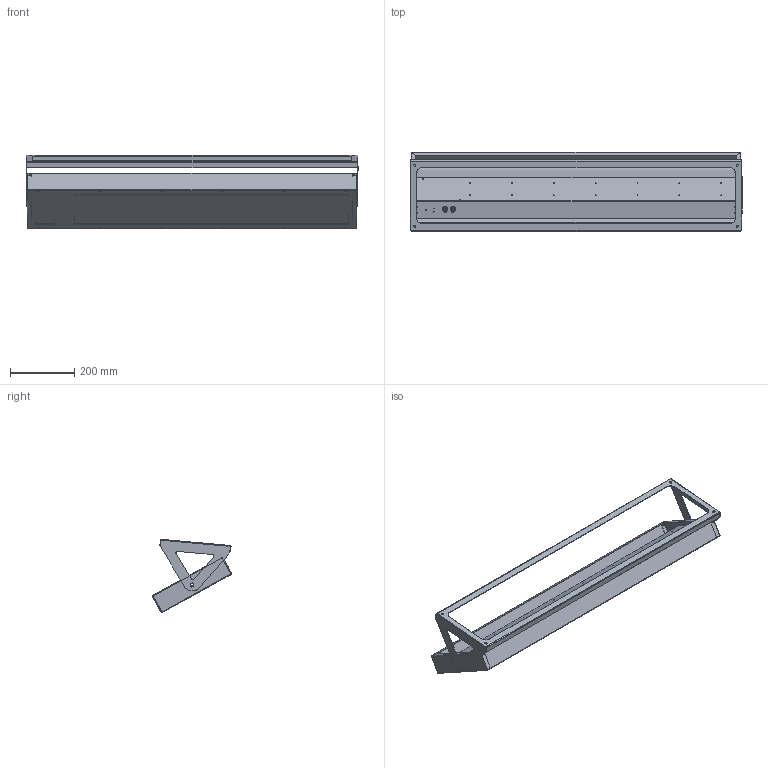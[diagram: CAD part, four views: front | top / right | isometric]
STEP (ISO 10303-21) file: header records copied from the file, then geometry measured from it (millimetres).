
FILE_DESCRIPTION (( 'STEP AP203' ), '1' );
FILE_NAME ('46010_LED_Leuchte_schwenkbar.STEP', '2019-12-10T14:54:16', ( '' ), ( '' ), 'SwSTEP 2.0', 'SolidWorks 2019', '' );
FILE_SCHEMA (( 'CONFIG_CONTROL_DESIGN' ));
Length unit declared in the file: millimetre
Products named in the file (1): 46010_LED_Leuchte_schwenkbar
Bounding box: 1030 x 246.48 x 227.37 mm (x, y, z)
Surface area: 1459728.8 mm2 (no closed solid volume)
Topology: 0 solids, 23 shells, 281 faces, 878 edges, 586 vertices
Faces by surface type: plane 142, cylinder 124, bspline 6, cone 6, torus 3
Full cylindrical faces by diameter (mm): 2.5 x8, 2.7 x9, 3.6 x2, 4 x3, 4.2 x12, 4.4 x20, 7 x4, 8.4 x2, 8.5 x2, 11 x2, 12 x2
Entity records: 9997 total; most frequent: CARTESIAN_POINT 2339, DIRECTION 1607, ORIENTED_EDGE 1251, EDGE_CURVE 804, VERTEX_POINT 580, AXIS2_PLACEMENT_3D 578, EDGE_LOOP 459, LINE 451
